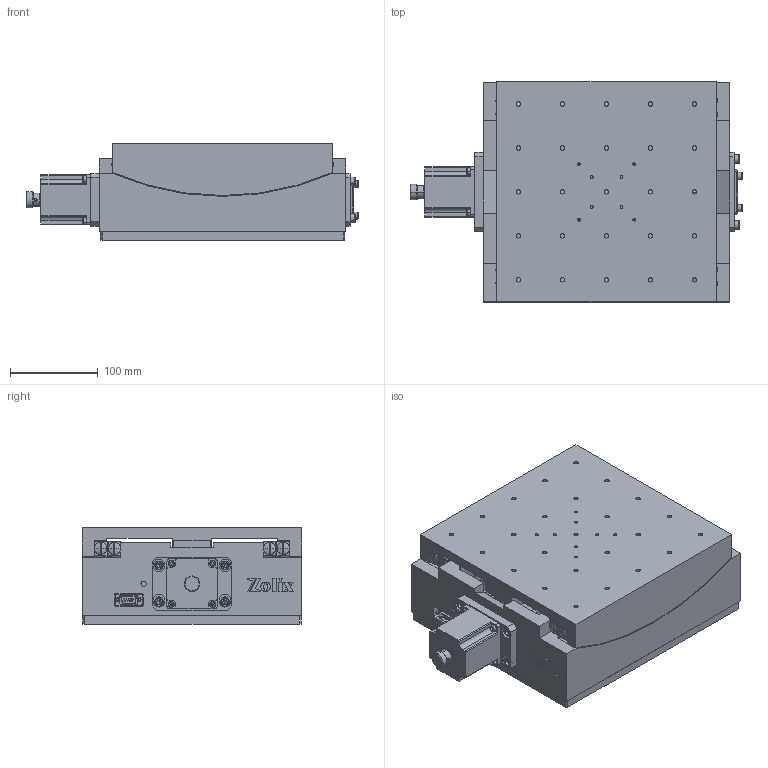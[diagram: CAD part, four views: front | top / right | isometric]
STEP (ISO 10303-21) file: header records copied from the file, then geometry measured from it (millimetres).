
FILE_DESCRIPTION (( 'STEP AP203' ), '1' );
FILE_NAME ('PSAG15-250.step', '2019-05-06T08:27:30', ( '' ), ( '' ), 'SwSTEP 2.0', 'SolidWorks 2017', '' );
FILE_SCHEMA (( 'CONFIG_CONTROL_DESIGN' ));
Length unit declared in the file: millimetre
Products named in the file (1): PSAG15-250
Bounding box: 377.5 x 250 x 110 mm (x, y, z)
Surface area: 558389.4 mm2 (no closed solid volume)
Topology: 0 solids, 77 shells, 776 faces, 2821 edges, 2038 vertices
Faces by surface type: plane 384, cylinder 254, cone 48, torus 42, sphere 32, bspline 16
Entity records: 32419 total; most frequent: CARTESIAN_POINT 8258, DIRECTION 5201, ORIENTED_EDGE 4262, EDGE_CURVE 2778, VERTEX_POINT 2038, AXIS2_PLACEMENT_3D 1780, LINE 1641, VECTOR 1641
